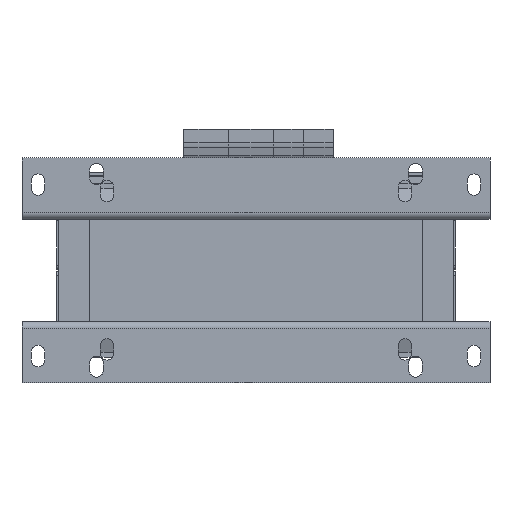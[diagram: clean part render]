
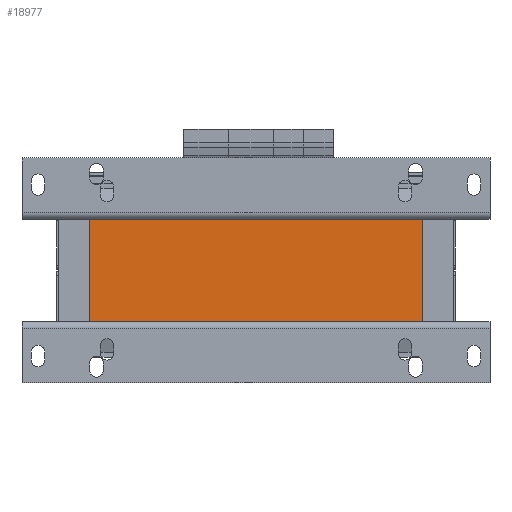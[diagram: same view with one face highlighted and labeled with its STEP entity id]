
A CAD part, front view. The second image highlights one B-rep face of the part: STEP entity #18977.
In plain terms, the highlighted planar face has unit normal (0, -1, 0).
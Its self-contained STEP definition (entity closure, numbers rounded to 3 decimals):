
#447 = EDGE_LOOP ( 'NONE', ( #7880, #15311, #1225, #8370 ) ) ;
#1225 = ORIENTED_EDGE ( 'NONE', *, *, #8229, .F. ) ;
#1293 = DIRECTION ( 'NONE',  ( 0., 1., 0. ) ) ;
#1598 = AXIS2_PLACEMENT_3D ( 'NONE', #10234, #1293, #13038 ) ;
#1962 = CARTESIAN_POINT ( 'NONE',  ( -125., -125.001, -38.5 ) ) ;
#2474 = VERTEX_POINT ( 'NONE', #1962 ) ;
#4109 = DIRECTION ( 'NONE',  ( 1., 0., 0. ) ) ;
#5152 = LINE ( 'NONE', #13613, #12904 ) ;
#5215 = EDGE_CURVE ( 'Defeature ausgef�hrt4_48+Defeature ausgef�hrt4_11+Defeature ausgef�hrt4_141+Defeature ausgef�hrt4_140', #17180, #2474, #11783, .T. ) ;
#6246 = CARTESIAN_POINT ( 'NONE',  ( 125., -125.001, 38.5 ) ) ;
#6782 = CARTESIAN_POINT ( 'NONE',  ( -125., -125.001, 38.5 ) ) ;
#7880 = ORIENTED_EDGE ( 'NONE', *, *, #11201, .T. ) ;
#7940 = DIRECTION ( 'NONE',  ( 0., 0., -1. ) ) ;
#8229 = EDGE_CURVE ( 'Defeature ausgef�hrt4_141+Defeature ausgef�hrt4_48+Defeature ausgef�hrt4_11+Defeature ausgef�hrt4_8', #17180, #13524, #17414, .T. ) ;
#8370 = ORIENTED_EDGE ( 'NONE', *, *, #5215, .T. ) ;
#10234 = CARTESIAN_POINT ( 'NONE',  ( -125., -125.001, 38.5 ) ) ;
#11070 = FACE_OUTER_BOUND ( 'NONE', #447, .T. ) ;
#11159 = DIRECTION ( 'NONE',  ( 0., 0., -1. ) ) ;
#11201 = EDGE_CURVE ( 'Defeature ausgef�hrt4_48+Defeature ausgef�hrt4_140+Defeature ausgef�hrt4_11+Defeature ausgef�hrt4_8', #2474, #18525, #5152, .T. ) ;
#11783 = LINE ( 'NONE', #6782, #16739 ) ;
#12904 = VECTOR ( 'NONE', #16480, 1000. ) ;
#13038 = DIRECTION ( 'NONE',  ( 0., 0., 1. ) ) ;
#13095 = CARTESIAN_POINT ( 'NONE',  ( -125., -125.001, 38.5 ) ) ;
#13524 = VERTEX_POINT ( 'NONE', #6246 ) ;
#13613 = CARTESIAN_POINT ( 'NONE',  ( -125., -125.001, -38.5 ) ) ;
#15144 = CARTESIAN_POINT ( 'NONE',  ( -125., -125.001, 38.5 ) ) ;
#15186 = CARTESIAN_POINT ( 'NONE',  ( 125., -125.001, -38.5 ) ) ;
#15286 = VECTOR ( 'NONE', #4109, 1000. ) ;
#15311 = ORIENTED_EDGE ( 'NONE', *, *, #18141, .F. ) ;
#16281 = PLANE ( 'NONE',  #1598 ) ;
#16480 = DIRECTION ( 'NONE',  ( 1., 0., 0. ) ) ;
#16739 = VECTOR ( 'NONE', #11159, 1000. ) ;
#16940 = CARTESIAN_POINT ( 'NONE',  ( 125., -125.001, 38.5 ) ) ;
#17180 = VERTEX_POINT ( 'NONE', #15144 ) ;
#17414 = LINE ( 'NONE', #13095, #15286 ) ;
#18141 = EDGE_CURVE ( 'Defeature ausgef�hrt4_8+Defeature ausgef�hrt4_48+Defeature ausgef�hrt4_141+Defeature ausgef�hrt4_140', #13524, #18525, #18854, .T. ) ;
#18525 = VERTEX_POINT ( 'NONE', #15186 ) ;
#18854 = LINE ( 'NONE', #16940, #19309 ) ;
#18977 = ADVANCED_FACE ( 'Defeature ausgef�hrt4_48', ( #11070 ), #16281, .F. ) ;
#19309 = VECTOR ( 'NONE', #7940, 1000. ) ;
